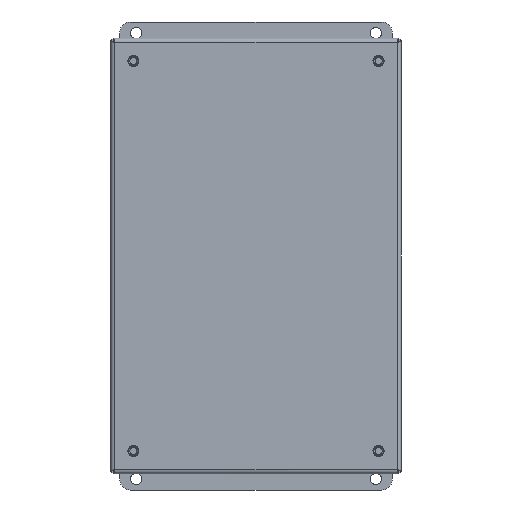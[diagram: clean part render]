
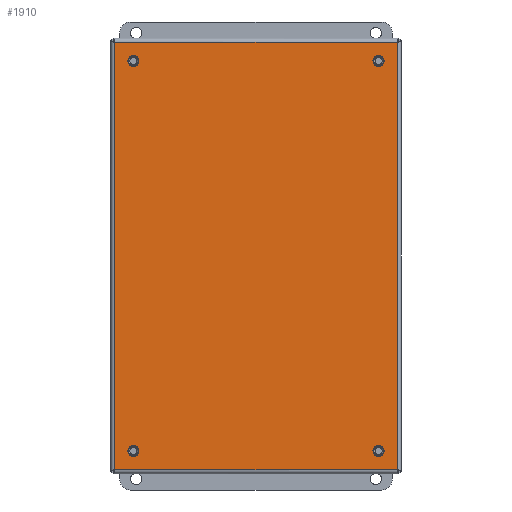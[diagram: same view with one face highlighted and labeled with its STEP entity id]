
A CAD part, front view. The second image highlights one B-rep face of the part: STEP entity #1910.
In plain terms, the highlighted planar face has unit normal (0, -1, 0).
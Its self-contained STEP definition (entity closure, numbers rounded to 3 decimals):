
#1910 = ADVANCED_FACE( '', ( #4745, #4746, #4747, #4748, #4749 ), #4750, .T. );
#4745 = FACE_BOUND( '', #8912, .T. );
#4746 = FACE_BOUND( '', #8913, .T. );
#4747 = FACE_BOUND( '', #8914, .T. );
#4748 = FACE_BOUND( '', #8915, .T. );
#4749 = FACE_OUTER_BOUND( '', #8916, .T. );
#4750 = PLANE( '', #8917 );
#8912 = EDGE_LOOP( '', ( #15033 ) );
#8913 = EDGE_LOOP( '', ( #15034 ) );
#8914 = EDGE_LOOP( '', ( #15035 ) );
#8915 = EDGE_LOOP( '', ( #15036 ) );
#8916 = EDGE_LOOP( '', ( #15037, #15038, #15039, #15040 ) );
#8917 = AXIS2_PLACEMENT_3D( '', #15041, #15042, #15043 );
#15033 = ORIENTED_EDGE( '', *, *, #28273, .T. );
#15034 = ORIENTED_EDGE( '', *, *, #28560, .T. );
#15035 = ORIENTED_EDGE( '', *, *, #28561, .T. );
#15036 = ORIENTED_EDGE( '', *, *, #28562, .T. );
#15037 = ORIENTED_EDGE( '', *, *, #28563, .T. );
#15038 = ORIENTED_EDGE( '', *, *, #27732, .F. );
#15039 = ORIENTED_EDGE( '', *, *, #28564, .T. );
#15040 = ORIENTED_EDGE( '', *, *, #28565, .T. );
#15041 = CARTESIAN_POINT( '', ( 0., 0., 0. ) );
#15042 = DIRECTION( '', ( 0., -1., 0. ) );
#15043 = DIRECTION( '', ( 0., 0., -1. ) );
#27732 = EDGE_CURVE( '', #31940, #31942, #31943, .T. );
#28273 = EDGE_CURVE( '', #32893, #32893, #32894, .T. );
#28560 = EDGE_CURVE( '', #33372, #33372, #33373, .T. );
#28561 = EDGE_CURVE( '', #33374, #33374, #33375, .T. );
#28562 = EDGE_CURVE( '', #33376, #33376, #33377, .T. );
#28563 = EDGE_CURVE( '', #33378, #31942, #33379, .T. );
#28564 = EDGE_CURVE( '', #31940, #33380, #33381, .T. );
#28565 = EDGE_CURVE( '', #33380, #33378, #33382, .T. );
#31940 = VERTEX_POINT( '', #38291 );
#31942 = VERTEX_POINT( '', #38302 );
#31943 = LINE( '', #38303, #38304 );
#32893 = VERTEX_POINT( '', #41037 );
#32894 = CIRCLE( '', #41038, 3.175 );
#33372 = VERTEX_POINT( '', #42302 );
#33373 = CIRCLE( '', #42303, 3.175 );
#33374 = VERTEX_POINT( '', #42304 );
#33375 = CIRCLE( '', #42305, 3.175 );
#33376 = VERTEX_POINT( '', #42306 );
#33377 = CIRCLE( '', #42307, 3.175 );
#33378 = VERTEX_POINT( '', #42308 );
#33379 = LINE( '', #42309, #42310 );
#33380 = VERTEX_POINT( '', #42311 );
#33381 = LINE( '', #42312, #42313 );
#33382 = LINE( '', #42314, #42315 );
#38291 = CARTESIAN_POINT( '', ( 80.531, 0., 121.806 ) );
#38302 = CARTESIAN_POINT( '', ( 80.531, 0., -121.806 ) );
#38303 = CARTESIAN_POINT( '', ( 80.531, 0., 121.806 ) );
#38304 = VECTOR( '', #55880, 1000. );
#41037 = CARTESIAN_POINT( '', ( 73.025, 0., 111.125 ) );
#41038 = AXIS2_PLACEMENT_3D( '', #56157, #56158, #56159 );
#42302 = CARTESIAN_POINT( '', ( 73.025, 0., -111.125 ) );
#42303 = AXIS2_PLACEMENT_3D( '', #56287, #56288, #56289 );
#42304 = CARTESIAN_POINT( '', ( -66.675, 0., 111.125 ) );
#42305 = AXIS2_PLACEMENT_3D( '', #56290, #56291, #56292 );
#42306 = CARTESIAN_POINT( '', ( -66.675, 0., -111.125 ) );
#42307 = AXIS2_PLACEMENT_3D( '', #56293, #56294, #56295 );
#42308 = CARTESIAN_POINT( '', ( -80.531, 0., -121.806 ) );
#42309 = CARTESIAN_POINT( '', ( 80.531, 0., -121.806 ) );
#42310 = VECTOR( '', #56296, 1000. );
#42311 = CARTESIAN_POINT( '', ( -80.531, 0., 121.806 ) );
#42312 = CARTESIAN_POINT( '', ( -82.868, 0., 121.806 ) );
#42313 = VECTOR( '', #56297, 1000. );
#42314 = CARTESIAN_POINT( '', ( -80.531, 0., -124.143 ) );
#42315 = VECTOR( '', #56298, 1000. );
#55880 = DIRECTION( '', ( 0., 0., -1. ) );
#56157 = CARTESIAN_POINT( '', ( 69.85, 0., 111.125 ) );
#56158 = DIRECTION( '', ( 0., 1., 0. ) );
#56159 = DIRECTION( '', ( 1., 0., 0. ) );
#56287 = CARTESIAN_POINT( '', ( 69.85, 0., -111.125 ) );
#56288 = DIRECTION( '', ( 0., 1., 0. ) );
#56289 = DIRECTION( '', ( 1., 0., 0. ) );
#56290 = CARTESIAN_POINT( '', ( -69.85, 0., 111.125 ) );
#56291 = DIRECTION( '', ( 0., 1., 0. ) );
#56292 = DIRECTION( '', ( 1., 0., 0. ) );
#56293 = CARTESIAN_POINT( '', ( -69.85, 0., -111.125 ) );
#56294 = DIRECTION( '', ( 0., 1., 0. ) );
#56295 = DIRECTION( '', ( 1., 0., 0. ) );
#56296 = DIRECTION( '', ( 1., 0., 0. ) );
#56297 = DIRECTION( '', ( -1., 0., 0. ) );
#56298 = DIRECTION( '', ( 0., 0., -1. ) );
